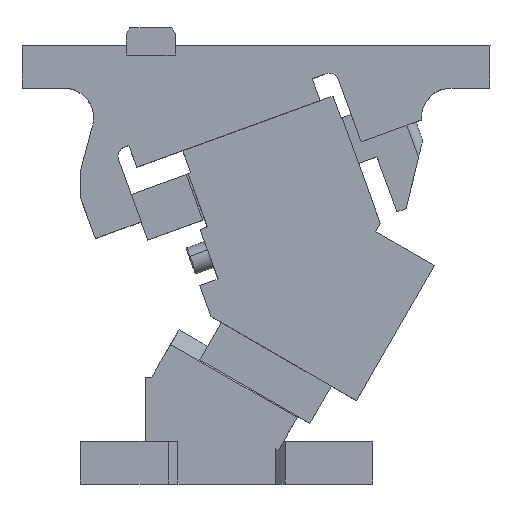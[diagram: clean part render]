
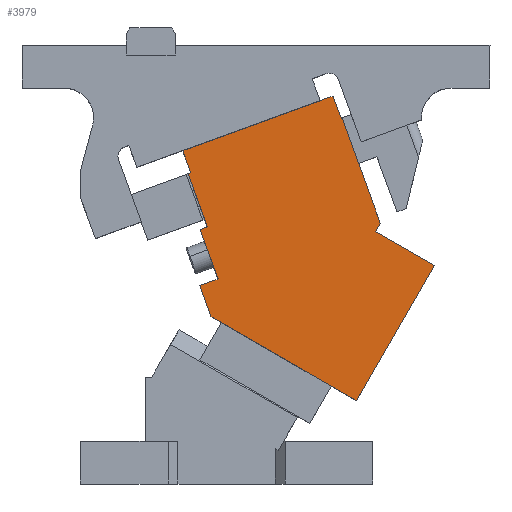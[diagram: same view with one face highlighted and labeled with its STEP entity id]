
A CAD part, top view. The second image highlights one B-rep face of the part: STEP entity #3979.
In plain terms, the highlighted planar face has unit normal (0, 0, 1).
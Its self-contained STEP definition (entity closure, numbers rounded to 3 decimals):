
#2270=CARTESIAN_POINT('Vertex',(-13.247,-71.673,70.)) ;
#2291=CARTESIAN_POINT('Vertex',(26.753,-2.391,70.)) ;
#2294=CARTESIAN_POINT('Line Origine',(6.753,-37.032,70.)) ;
#2326=CARTESIAN_POINT('Vertex',(-3.558,15.109,70.)) ;
#2329=CARTESIAN_POINT('Line Origine',(11.597,6.359,70.)) ;
#2357=CARTESIAN_POINT('Vertex',(-1.058,19.439,70.)) ;
#2360=CARTESIAN_POINT('Line Origine',(-2.308,17.274,70.)) ;
#2381=CARTESIAN_POINT('Vertex',(-20.725,73.471,70.)) ;
#2386=CARTESIAN_POINT('Line Origine',(-10.891,46.455,70.)) ;
#2576=CARTESIAN_POINT('Vertex',(-98.249,45.254,70.)) ;
#2579=CARTESIAN_POINT('Line Origine',(-100.301,50.893,70.)) ;
#2583=CARTESIAN_POINT('Vertex',(-102.353,56.531,70.)) ;
#2625=CARTESIAN_POINT('Vertex',(-99.659,44.741,70.)) ;
#2628=CARTESIAN_POINT('Line Origine',(-98.954,44.998,70.)) ;
#2752=CARTESIAN_POINT('Vertex',(-89.74,17.49,70.)) ;
#2755=CARTESIAN_POINT('Line Origine',(-94.699,31.116,70.)) ;
#3622=CARTESIAN_POINT('Vertex',(-93.499,16.122,70.)) ;
#3629=CARTESIAN_POINT('Vertex',(-84.264,-9.25,70.)) ;
#3632=CARTESIAN_POINT('Line Origine',(-88.882,3.436,70.)) ;
#3657=CARTESIAN_POINT('Line Origine',(-91.619,16.806,70.)) ;
#3768=CARTESIAN_POINT('Vertex',(-87.866,-28.592,70.)) ;
#3771=CARTESIAN_POINT('Line Origine',(-90.764,-20.631,70.)) ;
#3775=CARTESIAN_POINT('Vertex',(-93.661,-12.67,70.)) ;
#3881=CARTESIAN_POINT('Vertex',(-21.194,73.3,70.)) ;
#3884=CARTESIAN_POINT('Line Origine',(-20.959,73.386,70.)) ;
#3911=CARTESIAN_POINT('Vertex',(-25.299,84.576,70.)) ;
#3914=CARTESIAN_POINT('Line Origine',(-23.246,78.938,70.)) ;
#3935=CARTESIAN_POINT('Line Origine',(-63.826,70.554,70.)) ;
#3947=CARTESIAN_POINT('Axis2P3D Location',(-43.558,-54.173,70.)) ;
#3952=CARTESIAN_POINT('Line Origine',(-88.963,-10.96,70.)) ;
#3957=CARTESIAN_POINT('Line Origine',(-50.557,-50.133,70.)) ;
#2295=DIRECTION('Vector Direction',(-0.5,-0.866,0.)) ;
#2330=DIRECTION('Vector Direction',(-0.866,0.5,0.)) ;
#2361=DIRECTION('Vector Direction',(-0.5,-0.866,0.)) ;
#2387=DIRECTION('Vector Direction',(-0.342,0.94,0.)) ;
#2580=DIRECTION('Vector Direction',(0.342,-0.94,0.)) ;
#2629=DIRECTION('Vector Direction',(-0.94,-0.342,0.)) ;
#2756=DIRECTION('Vector Direction',(0.342,-0.94,0.)) ;
#3633=DIRECTION('Vector Direction',(0.342,-0.94,0.)) ;
#3658=DIRECTION('Vector Direction',(-0.94,-0.342,0.)) ;
#3772=DIRECTION('Vector Direction',(0.342,-0.94,0.)) ;
#3885=DIRECTION('Vector Direction',(-0.94,-0.342,0.)) ;
#3915=DIRECTION('Vector Direction',(0.342,-0.94,0.)) ;
#3936=DIRECTION('Vector Direction',(-0.94,-0.342,0.)) ;
#3948=DIRECTION('Axis2P3D Direction',(-0.,0.,1.)) ;
#3949=DIRECTION('Axis2P3D XDirection',(0.966,-0.259,0.)) ;
#3953=DIRECTION('Vector Direction',(-0.94,-0.342,0.)) ;
#3958=DIRECTION('Vector Direction',(-0.866,0.5,0.)) ;
#3950=AXIS2_PLACEMENT_3D('Plane Axis2P3D',#3947,#3948,#3949) ;
#3963=ORIENTED_EDGE('',*,*,#3956,.T.) ;
#3964=ORIENTED_EDGE('',*,*,#3777,.T.) ;
#3965=ORIENTED_EDGE('',*,*,#3961,.F.) ;
#3966=ORIENTED_EDGE('',*,*,#2298,.F.) ;
#3967=ORIENTED_EDGE('',*,*,#2333,.T.) ;
#3968=ORIENTED_EDGE('',*,*,#2364,.F.) ;
#3969=ORIENTED_EDGE('',*,*,#2390,.T.) ;
#3970=ORIENTED_EDGE('',*,*,#3888,.T.) ;
#3971=ORIENTED_EDGE('',*,*,#3918,.F.) ;
#3972=ORIENTED_EDGE('',*,*,#3939,.T.) ;
#3973=ORIENTED_EDGE('',*,*,#2585,.T.) ;
#3974=ORIENTED_EDGE('',*,*,#2632,.T.) ;
#3975=ORIENTED_EDGE('',*,*,#2759,.T.) ;
#3976=ORIENTED_EDGE('',*,*,#3661,.T.) ;
#3977=ORIENTED_EDGE('',*,*,#3636,.T.) ;
#2296=VECTOR('Line Direction',#2295,1.) ;
#2331=VECTOR('Line Direction',#2330,1.) ;
#2362=VECTOR('Line Direction',#2361,1.) ;
#2388=VECTOR('Line Direction',#2387,1.) ;
#2581=VECTOR('Line Direction',#2580,1.) ;
#2630=VECTOR('Line Direction',#2629,1.) ;
#2757=VECTOR('Line Direction',#2756,1.) ;
#3634=VECTOR('Line Direction',#3633,1.) ;
#3659=VECTOR('Line Direction',#3658,1.) ;
#3773=VECTOR('Line Direction',#3772,1.) ;
#3886=VECTOR('Line Direction',#3885,1.) ;
#3916=VECTOR('Line Direction',#3915,1.) ;
#3937=VECTOR('Line Direction',#3936,1.) ;
#3954=VECTOR('Line Direction',#3953,1.) ;
#3959=VECTOR('Line Direction',#3958,1.) ;
#3979=ADVANCED_FACE('CAM SLIDER',(#3978),#3951,.T.) ;
#2298=EDGE_CURVE('',#2292,#2271,#2297,.T.) ;
#2333=EDGE_CURVE('',#2292,#2327,#2332,.T.) ;
#2364=EDGE_CURVE('',#2358,#2327,#2363,.T.) ;
#2390=EDGE_CURVE('',#2358,#2382,#2389,.T.) ;
#2585=EDGE_CURVE('',#2584,#2577,#2582,.T.) ;
#2632=EDGE_CURVE('',#2577,#2626,#2631,.T.) ;
#2759=EDGE_CURVE('',#2626,#2753,#2758,.T.) ;
#3636=EDGE_CURVE('',#3623,#3630,#3635,.T.) ;
#3661=EDGE_CURVE('',#2753,#3623,#3660,.T.) ;
#3777=EDGE_CURVE('',#3776,#3769,#3774,.T.) ;
#3888=EDGE_CURVE('',#2382,#3882,#3887,.T.) ;
#3918=EDGE_CURVE('',#3912,#3882,#3917,.T.) ;
#3939=EDGE_CURVE('',#3912,#2584,#3938,.T.) ;
#3956=EDGE_CURVE('',#3630,#3776,#3955,.T.) ;
#3961=EDGE_CURVE('',#2271,#3769,#3960,.T.) ;
#3962=EDGE_LOOP('',(#3963,#3964,#3965,#3966,#3967,#3968,#3969,#3970,#3971,#3972,#3973,#3974,#3975,#3976,#3977)) ;
#3978=FACE_OUTER_BOUND('',#3962,.T.) ;
#2297=LINE('Line',#2294,#2296) ;
#2332=LINE('Line',#2329,#2331) ;
#2363=LINE('Line',#2360,#2362) ;
#2389=LINE('Line',#2386,#2388) ;
#2582=LINE('Line',#2579,#2581) ;
#2631=LINE('Line',#2628,#2630) ;
#2758=LINE('Line',#2755,#2757) ;
#3635=LINE('Line',#3632,#3634) ;
#3660=LINE('Line',#3657,#3659) ;
#3774=LINE('Line',#3771,#3773) ;
#3887=LINE('Line',#3884,#3886) ;
#3917=LINE('Line',#3914,#3916) ;
#3938=LINE('Line',#3935,#3937) ;
#3955=LINE('Line',#3952,#3954) ;
#3960=LINE('Line',#3957,#3959) ;
#3951=PLANE('Plane',#3950) ;
#2271=VERTEX_POINT('',#2270) ;
#2292=VERTEX_POINT('',#2291) ;
#2327=VERTEX_POINT('',#2326) ;
#2358=VERTEX_POINT('',#2357) ;
#2382=VERTEX_POINT('',#2381) ;
#2577=VERTEX_POINT('',#2576) ;
#2584=VERTEX_POINT('',#2583) ;
#2626=VERTEX_POINT('',#2625) ;
#2753=VERTEX_POINT('',#2752) ;
#3623=VERTEX_POINT('',#3622) ;
#3630=VERTEX_POINT('',#3629) ;
#3769=VERTEX_POINT('',#3768) ;
#3776=VERTEX_POINT('',#3775) ;
#3882=VERTEX_POINT('',#3881) ;
#3912=VERTEX_POINT('',#3911) ;
